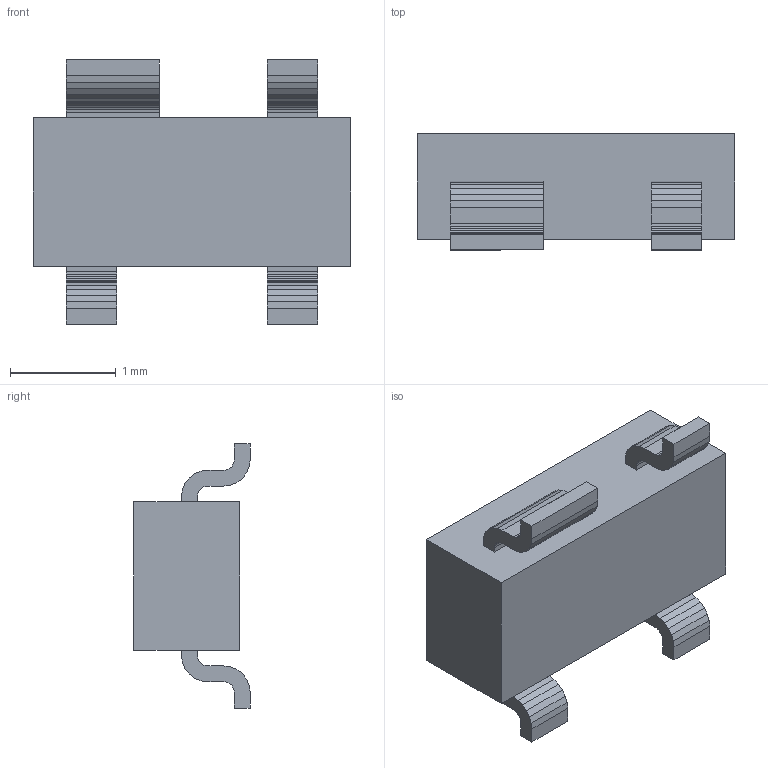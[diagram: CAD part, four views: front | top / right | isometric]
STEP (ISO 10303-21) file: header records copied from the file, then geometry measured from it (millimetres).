
FILE_DESCRIPTION (( 'STEP AP214' ), '1' );
FILE_NAME ('SW3dPS-SOT143_1.STEP', '2009-10-13T18:00:52', ( 'sysAdmin' ), ( 'SolidWorks' ), 'SwSTEP 2.0', 'SolidWorks 2009', '' );
FILE_SCHEMA (( 'AUTOMOTIVE_DESIGN' ));
Length unit declared in the file: millimetre
Products named in the file (1): SW3dPS-SOT143_1
Bounding box: 3 x 1.1 x 2.5 mm (x, y, z)
Volume: 4.5 mm3; surface area: 22.4 mm2
Topology: 1 solids, 1 shells, 138 faces, 396 edges, 264 vertices
Faces by surface type: plane 138
Entity records: 4454 total; most frequent: CARTESIAN_POINT 799, ORIENTED_EDGE 792, DIRECTION 674, EDGE_CURVE 396, LINE 396, VECTOR 396, VERTEX_POINT 264, EDGE_LOOP 142
